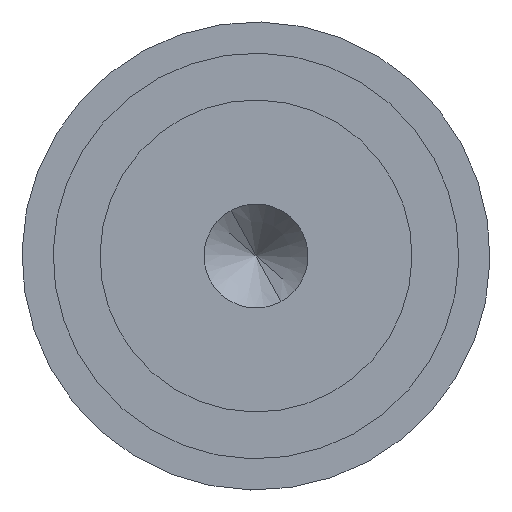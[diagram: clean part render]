
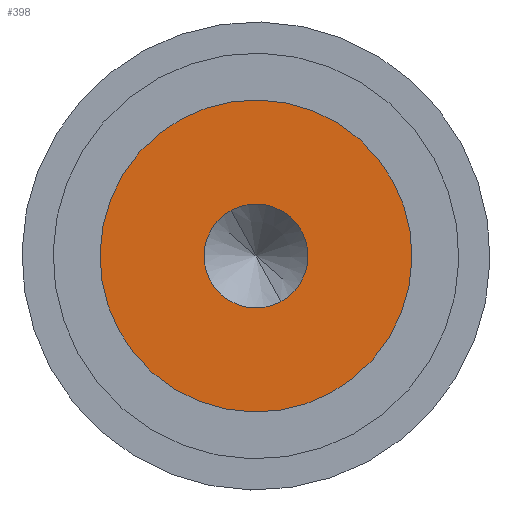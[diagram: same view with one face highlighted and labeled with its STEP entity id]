
A CAD part, front view. The second image highlights one B-rep face of the part: STEP entity #398.
In plain terms, the highlighted planar face has unit normal (0, -1, 0).
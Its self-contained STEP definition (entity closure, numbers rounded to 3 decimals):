
#161=CARTESIAN_POINT('Vertex',(2.397,0.,-4.388)) ;
#164=CARTESIAN_POINT('Axis2P3D Location',(0.,0.,0.)) ;
#168=CARTESIAN_POINT('Vertex',(-2.397,0.,4.388)) ;
#183=CARTESIAN_POINT('Axis2P3D Location',(0.,0.,0.)) ;
#200=CARTESIAN_POINT('Axis2P3D Location',(0.,0.,0.)) ;
#204=CARTESIAN_POINT('Vertex',(7.191,0.,-13.164)) ;
#206=CARTESIAN_POINT('Vertex',(-7.191,0.,13.164)) ;
#235=CARTESIAN_POINT('Axis2P3D Location',(0.,0.,0.)) ;
#385=CARTESIAN_POINT('Axis2P3D Location',(0.,0.,-15.)) ;
#165=DIRECTION('Axis2P3D Direction',(0.,-1.,0.)) ;
#184=DIRECTION('Axis2P3D Direction',(0.,-1.,0.)) ;
#201=DIRECTION('Axis2P3D Direction',(0.,-1.,0.)) ;
#236=DIRECTION('Axis2P3D Direction',(0.,-1.,0.)) ;
#386=DIRECTION('Axis2P3D Direction',(0.,-1.,0.)) ;
#387=DIRECTION('Axis2P3D XDirection',(1.,0.,0.)) ;
#166=AXIS2_PLACEMENT_3D('Circle Axis2P3D',#164,#165,$) ;
#185=AXIS2_PLACEMENT_3D('Circle Axis2P3D',#183,#184,$) ;
#202=AXIS2_PLACEMENT_3D('Circle Axis2P3D',#200,#201,$) ;
#237=AXIS2_PLACEMENT_3D('Circle Axis2P3D',#235,#236,$) ;
#388=AXIS2_PLACEMENT_3D('Plane Axis2P3D',#385,#386,#387) ;
#391=ORIENTED_EDGE('',*,*,#239,.T.) ;
#392=ORIENTED_EDGE('',*,*,#208,.T.) ;
#395=ORIENTED_EDGE('',*,*,#170,.F.) ;
#396=ORIENTED_EDGE('',*,*,#187,.F.) ;
#397=FACE_BOUND('',#394,.T.) ;
#398=ADVANCED_FACE('PartBody',(#393,#397),#389,.T.) ;
#167=CIRCLE('generated circle',#166,5.) ;
#186=CIRCLE('generated circle',#185,5.) ;
#203=CIRCLE('generated circle',#202,15.) ;
#238=CIRCLE('generated circle',#237,15.) ;
#170=EDGE_CURVE('',#162,#169,#167,.T.) ;
#187=EDGE_CURVE('',#169,#162,#186,.T.) ;
#208=EDGE_CURVE('',#205,#207,#203,.T.) ;
#239=EDGE_CURVE('',#207,#205,#238,.T.) ;
#390=EDGE_LOOP('',(#391,#392)) ;
#394=EDGE_LOOP('',(#395,#396)) ;
#393=FACE_OUTER_BOUND('',#390,.T.) ;
#389=PLANE('Plane',#388) ;
#162=VERTEX_POINT('',#161) ;
#169=VERTEX_POINT('',#168) ;
#205=VERTEX_POINT('',#204) ;
#207=VERTEX_POINT('',#206) ;
